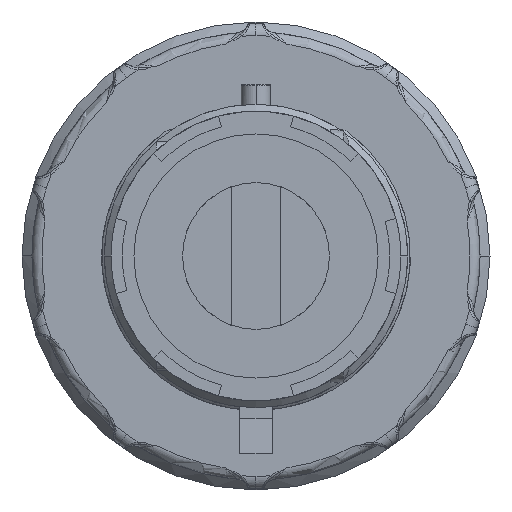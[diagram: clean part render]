
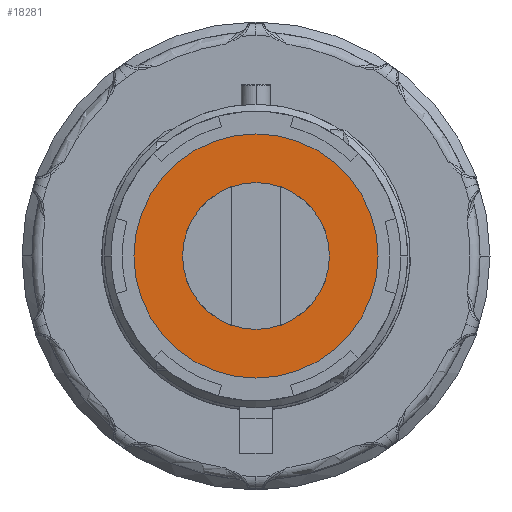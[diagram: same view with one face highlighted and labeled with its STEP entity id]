
A CAD part, front view. The second image highlights one B-rep face of the part: STEP entity #18281.
In plain terms, the highlighted planar face has unit normal (0, -1, 0).
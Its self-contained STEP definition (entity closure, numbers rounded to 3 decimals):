
#1609 = FACE_BOUND ( 'NONE', #19243, .T. ) ;
#2084 = AXIS2_PLACEMENT_3D ( 'NONE', #26041, #5592, #8321 ) ;
#4235 = ORIENTED_EDGE ( 'NONE', *, *, #32860, .F. ) ;
#4521 = CARTESIAN_POINT ( 'NONE',  ( 0., -195.73, -11.972 ) ) ;
#5592 = DIRECTION ( 'NONE',  ( 0., -1., 0. ) ) ;
#5822 = EDGE_CURVE ( 'NONE', #32885, #29326, #17284, .T. ) ;
#6596 = CARTESIAN_POINT ( 'NONE',  ( -24.52, -195.73, 0. ) ) ;
#7242 = FACE_OUTER_BOUND ( 'NONE', #15049, .T. ) ;
#7940 = DIRECTION ( 'NONE',  ( 0., -1., 0. ) ) ;
#8321 = DIRECTION ( 'NONE',  ( 1., 0., 0. ) ) ;
#8917 = AXIS2_PLACEMENT_3D ( 'NONE', #4521, #17125, #9456 ) ;
#9157 = CARTESIAN_POINT ( 'NONE',  ( 0., -195.73, 0. ) ) ;
#9375 = ORIENTED_EDGE ( 'NONE', *, *, #5822, .T. ) ;
#9456 = DIRECTION ( 'NONE',  ( 1., 0., 0. ) ) ;
#11882 = DIRECTION ( 'NONE',  ( 1., 0., 0. ) ) ;
#12268 = AXIS2_PLACEMENT_3D ( 'NONE', #9157, #19540, #11882 ) ;
#13476 = CARTESIAN_POINT ( 'NONE',  ( 0., -195.73, 0. ) ) ;
#13684 = CARTESIAN_POINT ( 'NONE',  ( -14.75, -195.73, 0. ) ) ;
#13905 = AXIS2_PLACEMENT_3D ( 'NONE', #17646, #7940, #15761 ) ;
#14725 = CARTESIAN_POINT ( 'NONE',  ( 14.75, -195.73, 0. ) ) ;
#15049 = EDGE_LOOP ( 'NONE', ( #19424, #9375 ) ) ;
#15761 = DIRECTION ( 'NONE',  ( -1., 0., 0. ) ) ;
#15810 = CARTESIAN_POINT ( 'NONE',  ( 24.52, -195.73, 0. ) ) ;
#16783 = CIRCLE ( 'NONE', #2084, 14.75 ) ;
#17125 = DIRECTION ( 'NONE',  ( 0., 1., 0. ) ) ;
#17284 = CIRCLE ( 'NONE', #19460, 24.52 ) ;
#17454 = PLANE ( 'NONE',  #8917 ) ;
#17646 = CARTESIAN_POINT ( 'NONE',  ( 0., -195.73, 0. ) ) ;
#18281 = ADVANCED_FACE ( 'NONE', ( #1609, #7242 ), #17454, .F. ) ;
#19243 = EDGE_LOOP ( 'NONE', ( #31074, #4235 ) ) ;
#19424 = ORIENTED_EDGE ( 'NONE', *, *, #33034, .T. ) ;
#19460 = AXIS2_PLACEMENT_3D ( 'NONE', #13476, #23842, #21618 ) ;
#19540 = DIRECTION ( 'NONE',  ( 0., -1., 0. ) ) ;
#19692 = VERTEX_POINT ( 'NONE', #13684 ) ;
#19877 = CIRCLE ( 'NONE', #12268, 14.75 ) ;
#21618 = DIRECTION ( 'NONE',  ( -1., 0., 0. ) ) ;
#23842 = DIRECTION ( 'NONE',  ( 0., -1., 0. ) ) ;
#26041 = CARTESIAN_POINT ( 'NONE',  ( 0., -195.73, 0. ) ) ;
#27471 = EDGE_CURVE ( 'NONE', #29637, #19692, #16783, .T. ) ;
#29326 = VERTEX_POINT ( 'NONE', #15810 ) ;
#29637 = VERTEX_POINT ( 'NONE', #14725 ) ;
#31074 = ORIENTED_EDGE ( 'NONE', *, *, #27471, .F. ) ;
#31845 = CIRCLE ( 'NONE', #13905, 24.52 ) ;
#32860 = EDGE_CURVE ( 'NONE', #19692, #29637, #19877, .T. ) ;
#32885 = VERTEX_POINT ( 'NONE', #6596 ) ;
#33034 = EDGE_CURVE ( 'NONE', #29326, #32885, #31845, .T. ) ;
